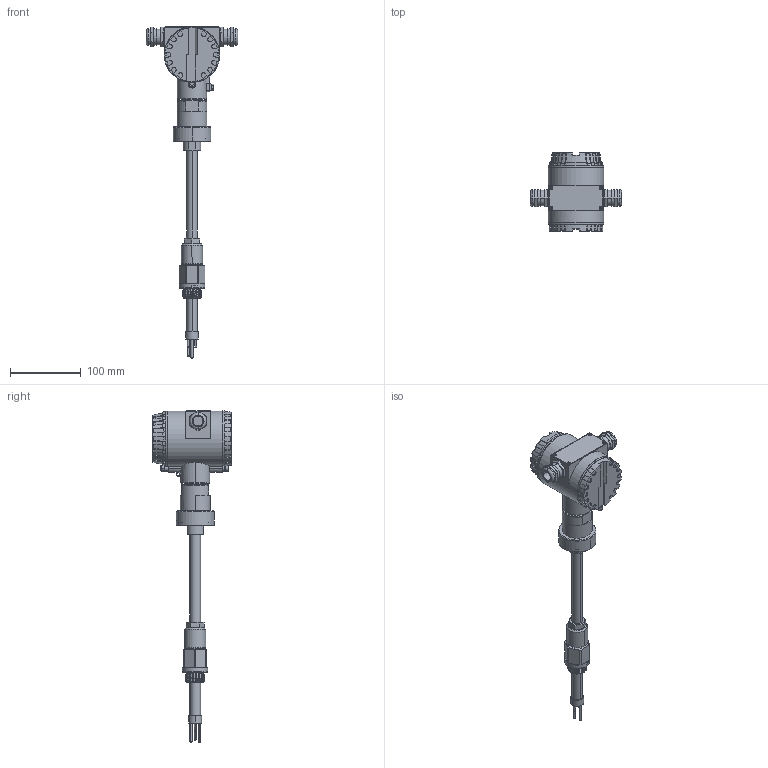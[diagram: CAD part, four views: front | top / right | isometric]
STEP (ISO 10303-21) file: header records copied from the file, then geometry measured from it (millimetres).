
FILE_DESCRIPTION((''),'2;1');
FILE_NAME('S451','2024-08-23T11:22:47',('jj'),(''),'CREO PARAMETRIC BY PTC INC, 2018100','CREO PARAMETRIC BY PTC INC, 2018100','');
FILE_SCHEMA(('CONFIG_CONTROL_DESIGN','SHAPE_APPEARANCE_LAYERS_GROUPS'));
Length unit declared in the file: millimetre
Products named in the file (1): S451
Bounding box: 129 x 110.9 x 468.5 mm (x, y, z)
Volume: 749178.1 mm3; surface area: 98595.5 mm2
Topology: 1 solids, 17 shells, 1038 faces, 2878 edges, 1898 vertices
Faces by surface type: plane 380, cylinder 367, cone 181, bspline 59, torus 43, sphere 8
Entity records: 45266 total; most frequent: CARTESIAN_POINT 19248, ORIENTED_EDGE 5712, DIRECTION 5107, EDGE_CURVE 2856, AXIS2_PLACEMENT_3D 1968, VERTEX_POINT 1898, VECTOR 1171, LINE 1171
